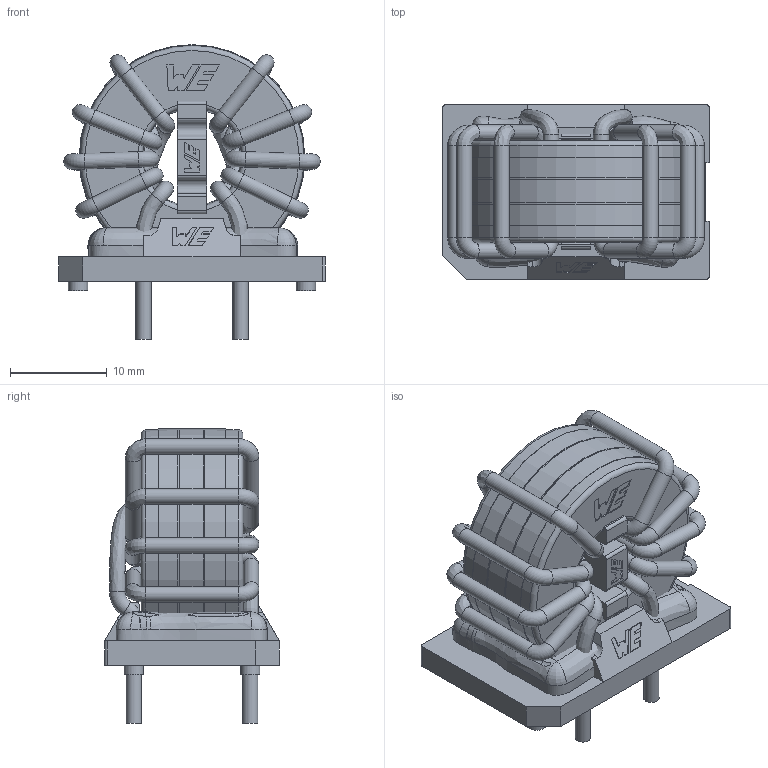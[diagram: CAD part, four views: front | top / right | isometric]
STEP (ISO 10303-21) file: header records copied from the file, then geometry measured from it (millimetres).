
FILE_DESCRIPTION(/* description */ ('Unknown'),/* implementation_level */ '2;1');
FILE_NAME(/* name */ '7448042001',/* time_stamp */ '2023-12-07T11:03:04+01:00',/* author */ ('Unknown'),/* organization */ ('Unknown'),/* preprocessor_version */ 'ST-DEVELOPER v16.7',/* originating_system */ 'Solid Edge',/* authorisation */ 'Unknown');
FILE_SCHEMA (('AUTOMOTIVE_DESIGN {1 0 10303 214 3 1 1}'));
Length unit declared in the file: millimetre
Products named in the file (11): 7448042001; Case; CASE-A; CORE; CASE-B; PRT0001; SPACER; Tape; Base; Turns; Glue
Assembly tree (10 placements, depth 3):
  7448042001
    Case
      CASE-A
      CORE
      CASE-B
      PRT0001
    SPACER
    Tape
    Base
    Turns
    Glue
Bounding box: 27.5 x 18 x 30.39 mm (x, y, z)
Volume: 6460.4 mm3; surface area: 10986.9 mm2
Topology: 17 solids, 17 shells, 549 faces, 1386 edges, 893 vertices
Faces by surface type: plane 341, cylinder 103, torus 45, bspline 42, cone 18
Full cylindrical faces by diameter (mm): 1.3 x4, 1.6 x38, 1.602 x4, 1.8 x4, 2 x4, 2.5 x4, 10.1 x1, 11.9 x2, 12.5 x1, 20 x1, 20.6 x2, 23.2 x2, 23.28 x1
Entity records: 22162 total; most frequent: CARTESIAN_POINT 9513, DIRECTION 2427, ORIENTED_EDGE 2402, EDGE_CURVE 1201, VERTEX_POINT 856, LINE 833, VECTOR 833, AXIS2_PLACEMENT_3D 797
